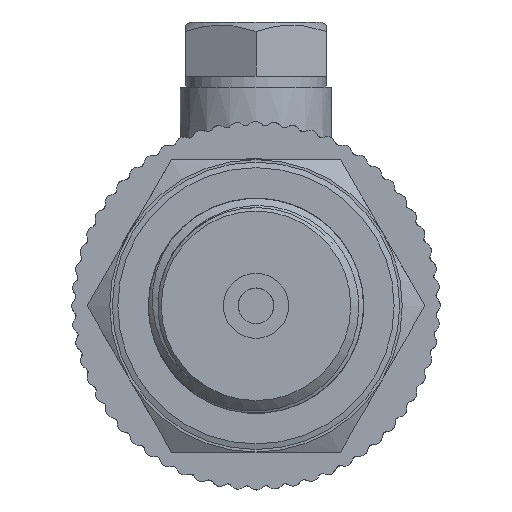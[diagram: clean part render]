
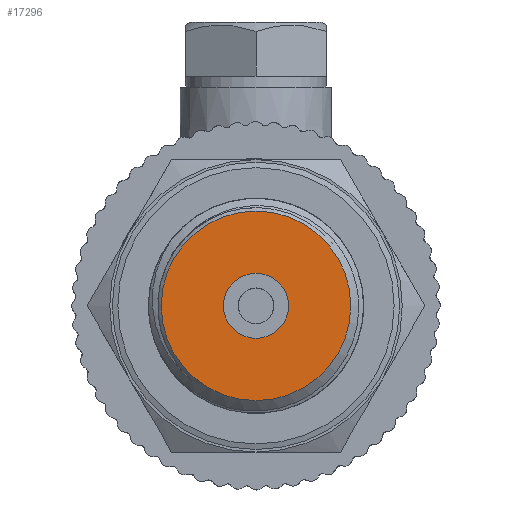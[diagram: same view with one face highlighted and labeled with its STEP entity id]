
A CAD part, left-side view. The second image highlights one B-rep face of the part: STEP entity #17296.
In plain terms, the highlighted conical face has half-angle 90 degrees and reference radius 5.875 mm.
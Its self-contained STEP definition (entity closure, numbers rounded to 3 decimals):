
#1441=FACE_OUTER_BOUND('',#2444,.T.);
#2444=EDGE_LOOP('',(#13289,#13290,#13291,#13292));
#3226=CIRCLE('',#18224,3.);
#3227=CIRCLE('',#18226,8.75);
#5120=LINE('',#43860,#6178);
#6178=VECTOR('',#19964,5.875);
#7488=VERTEX_POINT('',#43855);
#7489=VERTEX_POINT('',#43859);
#9628=EDGE_CURVE('',#7488,#7488,#3226,.T.);
#9630=EDGE_CURVE('',#7488,#7489,#5120,.T.);
#9631=EDGE_CURVE('',#7489,#7489,#3227,.T.);
#13289=ORIENTED_EDGE('',*,*,#9628,.T.);
#13290=ORIENTED_EDGE('',*,*,#9630,.T.);
#13291=ORIENTED_EDGE('',*,*,#9631,.F.);
#13292=ORIENTED_EDGE('',*,*,#9630,.F.);
#16947=CONICAL_SURFACE('',#18225,5.875,1.571);
#17296=ADVANCED_FACE('',(#1441),#16947,.F.);
#18224=AXIS2_PLACEMENT_3D('',#43856,#19959,#19960);
#18225=AXIS2_PLACEMENT_3D('',#43858,#19962,#19963);
#18226=AXIS2_PLACEMENT_3D('',#43861,#19965,#19966);
#19959=DIRECTION('center_axis',(1.,0.,0.));
#19960=DIRECTION('ref_axis',(0.,0.,-1.));
#19962=DIRECTION('center_axis',(-1.,0.,0.));
#19963=DIRECTION('ref_axis',(0.,1.,0.));
#19964=DIRECTION('',(0.,-1.,0.));
#19965=DIRECTION('center_axis',(1.,0.,0.));
#19966=DIRECTION('ref_axis',(0.,0.,-1.));
#43855=CARTESIAN_POINT('',(-67.,-3.,0.));
#43856=CARTESIAN_POINT('Origin',(-67.,0.,0.));
#43858=CARTESIAN_POINT('Origin',(-67.,0.,0.));
#43859=CARTESIAN_POINT('',(-67.,-8.75,0.));
#43860=CARTESIAN_POINT('',(-67.,-5.875,0.));
#43861=CARTESIAN_POINT('Origin',(-67.,0.,0.));
